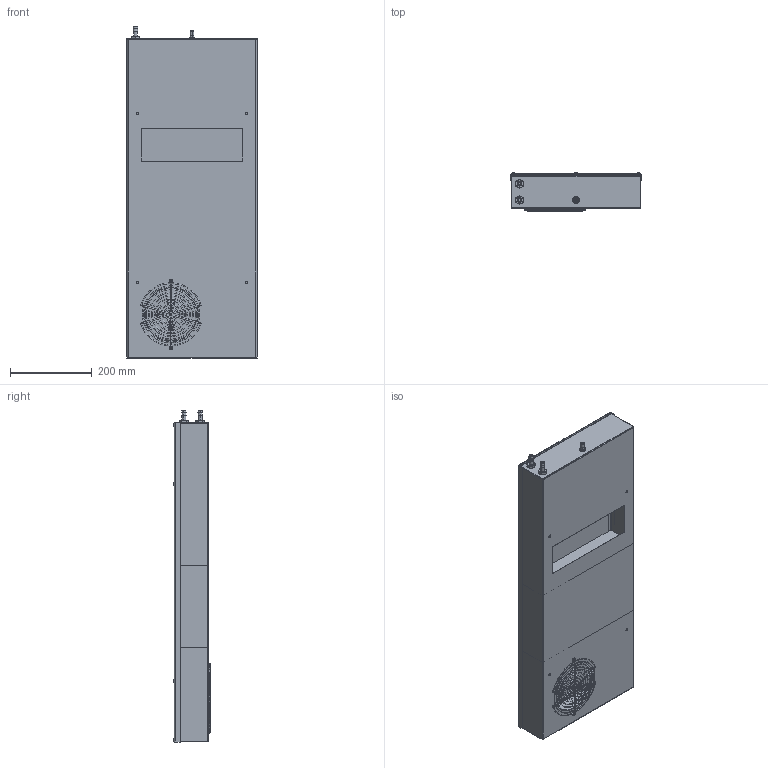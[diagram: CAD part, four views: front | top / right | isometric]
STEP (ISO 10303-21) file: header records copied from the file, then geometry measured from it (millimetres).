
FILE_DESCRIPTION (( 'STEP AP214' ), '1' );
FILE_NAME ('3116-1500-22-07.STEP', '2018-04-25T13:18:05', ( '' ), ( '' ), 'SwSTEP 2.0', 'SolidWorks 2017', '' );
FILE_SCHEMA (( 'AUTOMOTIVE_DESIGN' ));
Length unit declared in the file: millimetre
Products named in the file (8): W0158592~0; 8000-7981-03-09; Blindnietmutter_M6_offen_rund_gr_Senkkopf_Kb_4_5-6_5; 3116-1500-22-07; 8000-7985-04-06; 3114-0016-05-00~0; W0158594~0; W0159058~0
Assembly tree (18 placements, depth 2):
  3116-1500-22-07
    W0158592~0
    W0158594~0
    3114-0016-05-00~0
    Blindnietmutter_M6_offen_rund_gr_Senkkopf_Kb_4_5-6_5
    8000-7981-03-09  x8
    8000-7985-04-06  x4
    W0159058~0  x2
Bounding box: 320 x 92.49 x 811 mm (x, y, z)
Volume: 5782544.5 mm3; surface area: 1388831.1 mm2
Topology: 18 solids, 18 shells, 1177 faces, 3270 edges, 2126 vertices
Faces by surface type: cylinder 504, plane 423, torus 126, cone 76, bspline 24, sphere 24
Entity records: 34339 total; most frequent: CARTESIAN_POINT 11424, DIRECTION 4927, ORIENTED_EDGE 4720, EDGE_CURVE 2360, AXIS2_PLACEMENT_3D 2023, VERTEX_POINT 1554, CIRCLE 1199, EDGE_LOOP 1002
